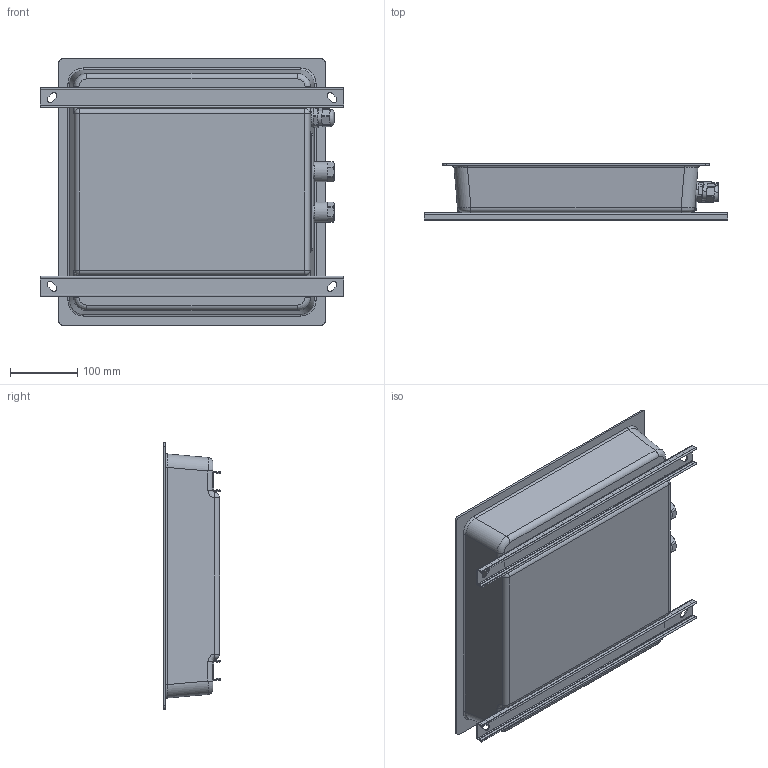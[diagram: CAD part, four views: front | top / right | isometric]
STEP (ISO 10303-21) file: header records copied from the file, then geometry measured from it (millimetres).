
FILE_DESCRIPTION (( 'STEP AP214' ), '1' );
FILE_NAME ('3503497090.STEP', '2022-04-01T12:39:00', ( '' ), ( '' ), 'SwSTEP 2.0', 'SolidWorks 2020', '' );
FILE_SCHEMA (( 'AUTOMOTIVE_DESIGN' ));
Length unit declared in the file: millimetre
Products named in the file (5): 3503497090; Planungsmodell_Deckeneinbaugehaeuse-+-09.11.11.092.90-1; Planungsmodell_Steckanschluss-+-09.24.03.305.90-1; Planungsmodell_Befestigungsstrebe UP-Gehaeuse-+-09.17.20.233.90-1; Planungsmodell_Elektrozubehoer-+-09.10.01.089.90-1
Assembly tree (6 placements, depth 2):
  3503497090
    Planungsmodell_Deckeneinbaugehaeuse-+-09.11.11.092.90-1
    Planungsmodell_Befestigungsstrebe UP-Gehaeuse-+-09.17.20.233.90-1  x2
    Planungsmodell_Steckanschluss-+-09.24.03.305.90-1  x2
    Planungsmodell_Elektrozubehoer-+-09.10.01.089.90-1
Bounding box: 450 x 84 x 395 mm (x, y, z)
Volume: 10338038.8 mm3; surface area: 533853.9 mm2
Topology: 6 solids, 6 shells, 286 faces, 672 edges, 400 vertices
Faces by surface type: plane 145, cylinder 87, cone 28, bspline 16, sphere 6, torus 4
Entity records: 6763 total; most frequent: CARTESIAN_POINT 2023, DIRECTION 964, ORIENTED_EDGE 940, EDGE_CURVE 470, AXIS2_PLACEMENT_3D 368, VERTEX_POINT 283, VECTOR 228, LINE 228
